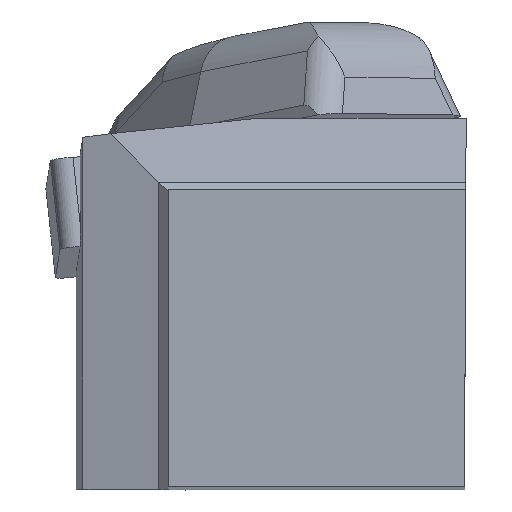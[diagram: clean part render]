
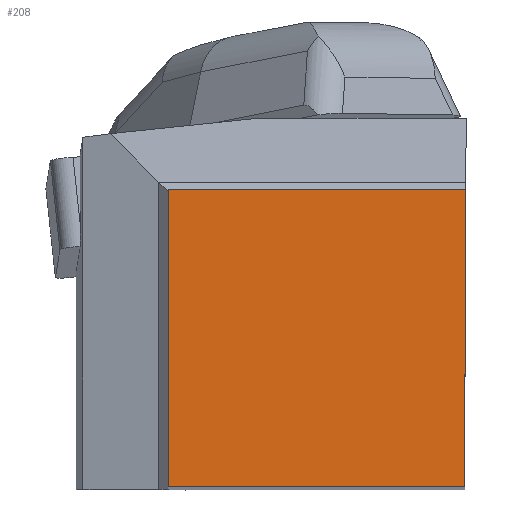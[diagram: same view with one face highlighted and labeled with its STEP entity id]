
A CAD part, top view. The second image highlights one B-rep face of the part: STEP entity #208.
In plain terms, the highlighted planar face has unit normal (0, 0, 1).
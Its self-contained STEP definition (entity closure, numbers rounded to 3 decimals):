
#145=FACE_OUTER_BOUND('',#601,.T.);
#208=ADVANCED_FACE('BLANK_BOXF006',(#145),#266,.F.);
#266=PLANE('',#1394);
#347=LINE('',#1948,#481);
#348=LINE('',#1951,#482);
#349=LINE('',#1953,#483);
#350=LINE('',#1955,#484);
#481=VECTOR('',#1579,1.);
#482=VECTOR('',#1580,1.);
#483=VECTOR('',#1581,1.);
#484=VECTOR('',#1582,1.);
#601=EDGE_LOOP('',(#737,#738,#739,#740));
#737=ORIENTED_EDGE('',*,*,#1167,.F.);
#738=ORIENTED_EDGE('',*,*,#1168,.F.);
#739=ORIENTED_EDGE('',*,*,#1169,.F.);
#740=ORIENTED_EDGE('',*,*,#1170,.F.);
#1041=VERTEX_POINT('',#1949);
#1042=VERTEX_POINT('',#1950);
#1043=VERTEX_POINT('',#1952);
#1044=VERTEX_POINT('',#1954);
#1167=EDGE_CURVE('',#1041,#1042,#347,.T.);
#1168=EDGE_CURVE('',#1043,#1041,#348,.T.);
#1169=EDGE_CURVE('',#1044,#1043,#349,.T.);
#1170=EDGE_CURVE('',#1042,#1044,#350,.T.);
#1394=AXIS2_PLACEMENT_3D('',#1956,#1583,#1584);
#1579=DIRECTION('',(0.,1.,0.));
#1580=DIRECTION('',(-1.,0.,0.));
#1581=DIRECTION('',(-0.004,-1.,0.));
#1582=DIRECTION('',(1.,0.,0.));
#1583=DIRECTION('',(0.,0.,-1.));
#1584=DIRECTION('',(-1.,0.,0.));
#1948=CARTESIAN_POINT('',(-15.748,-117.6,0.));
#1949=CARTESIAN_POINT('',(-15.748,0.,0.));
#1950=CARTESIAN_POINT('',(-15.748,15.748,0.));
#1951=CARTESIAN_POINT('',(117.6,0.,0.));
#1952=CARTESIAN_POINT('',(-0.069,0.,0.));
#1953=CARTESIAN_POINT('',(0.444,117.599,0.));
#1954=CARTESIAN_POINT('',(0.,15.748,0.));
#1955=CARTESIAN_POINT('',(-117.6,15.748,0.));
#1956=CARTESIAN_POINT('',(-38.225,-5.,0.));
